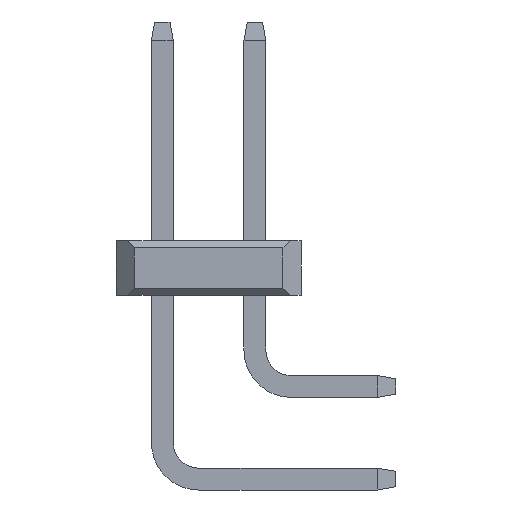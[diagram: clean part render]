
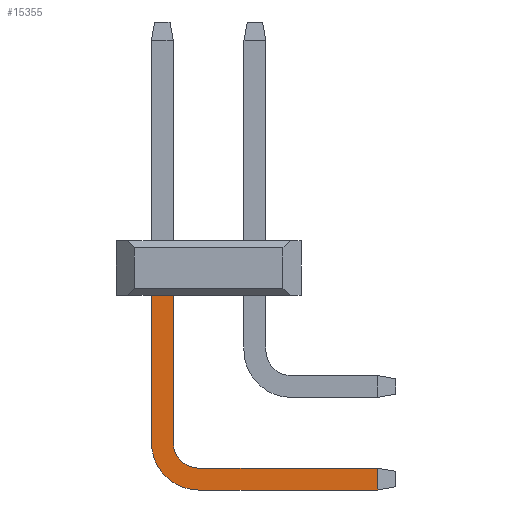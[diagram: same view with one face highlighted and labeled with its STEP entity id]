
A CAD part, left-side view. The second image highlights one B-rep face of the part: STEP entity #15355.
In plain terms, the highlighted planar face has unit normal (-1, 0, 0).
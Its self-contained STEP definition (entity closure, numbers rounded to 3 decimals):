
#521 = CARTESIAN_POINT ( 'NONE',  ( -23.16, -2.1, -0.3 ) ) ;
#531 = CARTESIAN_POINT ( 'NONE',  ( -23.16, -2.1, 0.3 ) ) ;
#532 = CARTESIAN_POINT ( 'NONE',  ( -23.16, 2.81, 0.3 ) ) ;
#533 = DIRECTION ( 'NONE',  ( 0., -1., 0. ) ) ;
#534 = VECTOR ( 'NONE', #533, 1000. ) ;
#535 = CARTESIAN_POINT ( 'NONE',  ( -23.16, -2.6, 0.3 ) ) ;
#536 = LINE ( 'NONE', #535, #534 ) ;
#568 = CARTESIAN_POINT ( 'NONE',  ( -23.16, 2.81, -0.3 ) ) ;
#569 = DIRECTION ( 'NONE',  ( 0., 1., 0. ) ) ;
#570 = VECTOR ( 'NONE', #569, 1000. ) ;
#571 = CARTESIAN_POINT ( 'NONE',  ( -23.16, -2.6, -0.3 ) ) ;
#572 = LINE ( 'NONE', #571, #570 ) ;
#603 = CARTESIAN_POINT ( 'NONE',  ( -23.16, 4.11, 1. ) ) ;
#604 = DIRECTION ( 'NONE',  ( 0., 0., -1. ) ) ;
#605 = DIRECTION ( 'NONE',  ( 1., 0., 0. ) ) ;
#606 = CARTESIAN_POINT ( 'NONE',  ( -23.16, 2.81, 1. ) ) ;
#607 = AXIS2_PLACEMENT_3D ( 'NONE', #606, #605, #604 ) ;
#610 = CIRCLE ( 'NONE', #607, 1.3 ) ;
#611 = CARTESIAN_POINT ( 'NONE',  ( -23.16, -2.1, 1. ) ) ;
#612 = LINE ( 'NONE', #611, #657 ) ;
#651 = DIRECTION ( 'NONE',  ( 0., 0., 1. ) ) ;
#652 = VECTOR ( 'NONE', #651, 1000. ) ;
#653 = CARTESIAN_POINT ( 'NONE',  ( -23.16, 4.11, 1. ) ) ;
#654 = LINE ( 'NONE', #653, #652 ) ;
#656 = DIRECTION ( 'NONE',  ( 0., 0., 1. ) ) ;
#657 = VECTOR ( 'NONE', #656, 1000. ) ;
#658 = VECTOR ( 'NONE', #713, 1000. ) ;
#659 = CARTESIAN_POINT ( 'NONE',  ( -23.16, 3.51, 1. ) ) ;
#660 = LINE ( 'NONE', #659, #658 ) ;
#688 = DIRECTION ( 'NONE',  ( 0., 0., -1. ) ) ;
#689 = DIRECTION ( 'NONE',  ( 1., 0., 0. ) ) ;
#690 = CARTESIAN_POINT ( 'NONE',  ( -23.16, 2.81, 1. ) ) ;
#691 = AXIS2_PLACEMENT_3D ( 'NONE', #690, #689, #688 ) ;
#692 = PLANE ( 'NONE',  #691 ) ;
#707 = FACE_OUTER_BOUND ( 'NONE', #15356, .T. ) ;
#713 = DIRECTION ( 'NONE',  ( 0., 0., -1. ) ) ;
#763 = CARTESIAN_POINT ( 'NONE',  ( -23.16, 3.51, 1. ) ) ;
#764 = DIRECTION ( 'NONE',  ( 0., 0., -1. ) ) ;
#765 = DIRECTION ( 'NONE',  ( -1., 0., 0. ) ) ;
#766 = CARTESIAN_POINT ( 'NONE',  ( -23.16, 2.81, 1. ) ) ;
#767 = AXIS2_PLACEMENT_3D ( 'NONE', #766, #765, #764 ) ;
#768 = CIRCLE ( 'NONE', #767, 0.7 ) ;
#6786 = CARTESIAN_POINT ( 'NONE',  ( -23.16, 3.51, 5.04 ) ) ;
#6791 = CARTESIAN_POINT ( 'NONE',  ( -23.16, 4.11, 5.04 ) ) ;
#6792 = DIRECTION ( 'NONE',  ( 0., -1., 0. ) ) ;
#6793 = VECTOR ( 'NONE', #6792, 1000. ) ;
#6794 = CARTESIAN_POINT ( 'NONE',  ( -23.16, 5.08, 5.04 ) ) ;
#6795 = LINE ( 'NONE', #6794, #6793 ) ;
#15296 = EDGE_CURVE ( 'NONE', #15297, #15298, #536, .T. ) ;
#15297 = VERTEX_POINT ( 'NONE', #532 ) ;
#15298 = VERTEX_POINT ( 'NONE', #531 ) ;
#15304 = VERTEX_POINT ( 'NONE', #521 ) ;
#15306 = EDGE_CURVE ( 'NONE', #15304, #15307, #572, .T. ) ;
#15307 = VERTEX_POINT ( 'NONE', #568 ) ;
#15313 = EDGE_CURVE ( 'NONE', #15307, #15314, #610, .T. ) ;
#15314 = VERTEX_POINT ( 'NONE', #603 ) ;
#15334 = ORIENTED_EDGE ( 'NONE', *, *, #15335, .T. ) ;
#15335 = EDGE_CURVE ( 'NONE', #15304, #15298, #612, .T. ) ;
#15336 = ORIENTED_EDGE ( 'NONE', *, *, #15296, .F. ) ;
#15337 = ORIENTED_EDGE ( 'NONE', *, *, #15365, .F. ) ;
#15338 = ORIENTED_EDGE ( 'NONE', *, *, #15351, .F. ) ;
#15339 = ORIENTED_EDGE ( 'NONE', *, *, #17301, .F. ) ;
#15340 = ORIENTED_EDGE ( 'NONE', *, *, #15341, .F. ) ;
#15341 = EDGE_CURVE ( 'NONE', #15314, #17302, #654, .T. ) ;
#15342 = ORIENTED_EDGE ( 'NONE', *, *, #15313, .F. ) ;
#15351 = EDGE_CURVE ( 'NONE', #17304, #15366, #660, .T. ) ;
#15355 = ADVANCED_FACE ( 'NONE', ( #707 ), #692, .F. ) ;
#15356 = EDGE_LOOP ( 'NONE', ( #15357, #15334, #15336, #15337, #15338, #15339, #15340, #15342 ) ) ;
#15357 = ORIENTED_EDGE ( 'NONE', *, *, #15306, .F. ) ;
#15365 = EDGE_CURVE ( 'NONE', #15366, #15297, #768, .T. ) ;
#15366 = VERTEX_POINT ( 'NONE', #763 ) ;
#17301 = EDGE_CURVE ( 'NONE', #17302, #17304, #6795, .T. ) ;
#17302 = VERTEX_POINT ( 'NONE', #6791 ) ;
#17304 = VERTEX_POINT ( 'NONE', #6786 ) ;
